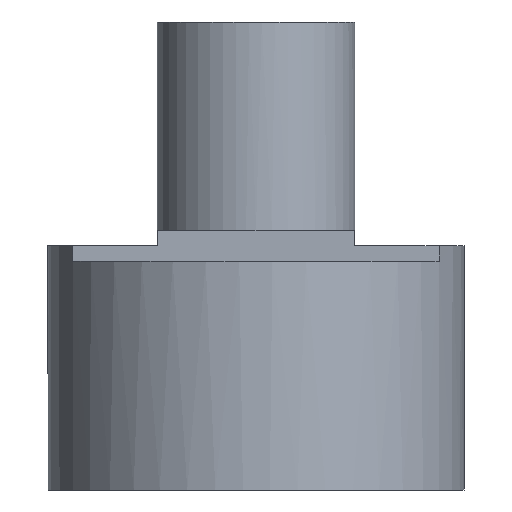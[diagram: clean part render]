
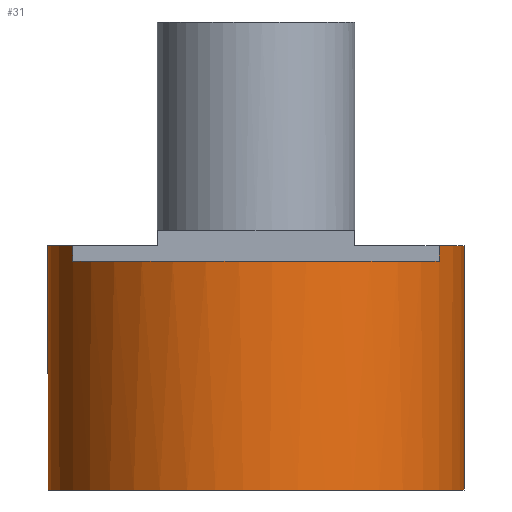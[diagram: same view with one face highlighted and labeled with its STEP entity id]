
A CAD part, front view. The second image highlights one B-rep face of the part: STEP entity #31.
In plain terms, the highlighted cylindrical face has radius 4 mm (diameter 8 mm), a partial arc.
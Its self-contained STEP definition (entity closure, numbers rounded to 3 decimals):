
#31=ADVANCED_FACE('',(#49),#279,.T.);
#49=FACE_OUTER_BOUND('',#67,.T.);
#67=EDGE_LOOP('',(#144,#145,#146,#147,#148,#149,#150,#151));
#144=ORIENTED_EDGE('',*,*,#192,.T.);
#145=ORIENTED_EDGE('',*,*,#156,.T.);
#146=ORIENTED_EDGE('',*,*,#166,.T.);
#147=ORIENTED_EDGE('',*,*,#170,.T.);
#148=ORIENTED_EDGE('',*,*,#187,.T.);
#149=ORIENTED_EDGE('',*,*,#169,.T.);
#150=ORIENTED_EDGE('',*,*,#188,.T.);
#151=ORIENTED_EDGE('',*,*,#191,.F.);
#156=EDGE_CURVE('',#238,#248,#222,.T.);
#166=EDGE_CURVE('',#248,#249,#224,.T.);
#169=EDGE_CURVE('',#246,#250,#204,.T.);
#170=EDGE_CURVE('',#249,#245,#205,.T.);
#187=EDGE_CURVE('',#245,#246,#229,.T.);
#188=EDGE_CURVE('',#250,#261,#230,.T.);
#191=EDGE_CURVE('',#260,#261,#233,.T.);
#192=EDGE_CURVE('',#260,#238,#234,.T.);
#204=B_SPLINE_CURVE_WITH_KNOTS('',1,(#497,#498),.UNSPECIFIED.,.F.,.F.,(2,
2),(-0.6,-0.3),.UNSPECIFIED.);
#205=B_SPLINE_CURVE_WITH_KNOTS('',1,(#499,#500),.UNSPECIFIED.,.F.,.F.,(2,
2),(0.3,0.6),.UNSPECIFIED.);
#222=(
BOUNDED_CURVE()
B_SPLINE_CURVE(1,(#469,#470),.UNSPECIFIED.,.F.,.F.)
B_SPLINE_CURVE_WITH_KNOTS((2,2),(0.,4.7),.UNSPECIFIED.)
CURVE()
GEOMETRIC_REPRESENTATION_ITEM()
RATIONAL_B_SPLINE_CURVE((1.,1.))
REPRESENTATION_ITEM('')
);
#224=(
BOUNDED_CURVE()
B_SPLINE_CURVE(2,(#490,#491,#492),.UNSPECIFIED.,.F.,.F.)
B_SPLINE_CURVE_WITH_KNOTS((3,3),(-25.133,-23.1),
 .UNSPECIFIED.)
CURVE()
GEOMETRIC_REPRESENTATION_ITEM()
RATIONAL_B_SPLINE_CURVE((1.,0.97,1.))
REPRESENTATION_ITEM('')
);
#229=(
BOUNDED_CURVE()
B_SPLINE_CURVE(2,(#539,#540,#541,#542,#543),.UNSPECIFIED.,.F.,.F.)
B_SPLINE_CURVE_WITH_KNOTS((3,2,3),(-23.1,-18.85,
-14.599),.UNSPECIFIED.)
CURVE()
GEOMETRIC_REPRESENTATION_ITEM()
RATIONAL_B_SPLINE_CURVE((1.,0.859,1.,0.859,1.))
REPRESENTATION_ITEM('')
);
#230=(
BOUNDED_CURVE()
B_SPLINE_CURVE(2,(#544,#545,#546,#547,#548),.UNSPECIFIED.,.F.,.F.)
B_SPLINE_CURVE_WITH_KNOTS((3,2,3),(-14.599,-12.566,
-12.566),.UNSPECIFIED.)
CURVE()
GEOMETRIC_REPRESENTATION_ITEM()
RATIONAL_B_SPLINE_CURVE((1.,0.97,1.,1.,1.))
REPRESENTATION_ITEM('')
);
#233=(
BOUNDED_CURVE()
B_SPLINE_CURVE(1,(#556,#557),.UNSPECIFIED.,.F.,.F.)
B_SPLINE_CURVE_WITH_KNOTS((2,2),(0.,4.7),.UNSPECIFIED.)
CURVE()
GEOMETRIC_REPRESENTATION_ITEM()
RATIONAL_B_SPLINE_CURVE((1.,1.))
REPRESENTATION_ITEM('')
);
#234=(
BOUNDED_CURVE()
B_SPLINE_CURVE(2,(#558,#559,#560,#561,#562),.UNSPECIFIED.,.F.,.F.)
B_SPLINE_CURVE_WITH_KNOTS((3,2,3),(12.566,18.85,25.133),
 .UNSPECIFIED.)
CURVE()
GEOMETRIC_REPRESENTATION_ITEM()
RATIONAL_B_SPLINE_CURVE((1.,0.707,1.,0.707,1.))
REPRESENTATION_ITEM('')
);
#238=VERTEX_POINT('',#430);
#245=VERTEX_POINT('',#437);
#246=VERTEX_POINT('',#438);
#248=VERTEX_POINT('',#440);
#249=VERTEX_POINT('',#441);
#250=VERTEX_POINT('',#442);
#260=VERTEX_POINT('',#452);
#261=VERTEX_POINT('',#453);
#279=CYLINDRICAL_SURFACE('',#385,4.);
#385=AXIS2_PLACEMENT_3D('',#427,#406,$);
#406=DIRECTION('',(0.,0.,1.));
#427=CARTESIAN_POINT('',(-67.543,0.,2.5));
#430=CARTESIAN_POINT('',(-63.543,0.,0.));
#437=CARTESIAN_POINT('',(-64.023,-1.9,4.4));
#438=CARTESIAN_POINT('',(-71.063,-1.9,4.4));
#440=CARTESIAN_POINT('',(-63.543,0.,4.7));
#441=CARTESIAN_POINT('',(-64.023,-1.9,4.7));
#442=CARTESIAN_POINT('',(-71.063,-1.9,4.7));
#452=CARTESIAN_POINT('',(-71.543,0.,0.));
#453=CARTESIAN_POINT('',(-71.543,0.,4.7));
#469=CARTESIAN_POINT('',(-63.543,0.,0.));
#470=CARTESIAN_POINT('',(-63.543,0.,4.7));
#490=CARTESIAN_POINT('',(-63.543,0.,4.7));
#491=CARTESIAN_POINT('',(-63.543,-1.011,4.7));
#492=CARTESIAN_POINT('',(-64.023,-1.9,4.7));
#497=CARTESIAN_POINT('',(-71.063,-1.9,4.4));
#498=CARTESIAN_POINT('',(-71.063,-1.9,4.7));
#499=CARTESIAN_POINT('',(-64.023,-1.9,4.7));
#500=CARTESIAN_POINT('',(-64.023,-1.9,4.4));
#539=CARTESIAN_POINT('',(-64.023,-1.9,4.4));
#540=CARTESIAN_POINT('',(-65.157,-4.,4.4));
#541=CARTESIAN_POINT('',(-67.543,-4.,4.4));
#542=CARTESIAN_POINT('',(-69.93,-4.,4.4));
#543=CARTESIAN_POINT('',(-71.063,-1.9,4.4));
#544=CARTESIAN_POINT('',(-71.063,-1.9,4.7));
#545=CARTESIAN_POINT('',(-71.543,-1.011,4.7));
#546=CARTESIAN_POINT('',(-71.543,0.,4.7));
#547=CARTESIAN_POINT('',(-71.543,0.,4.7));
#548=CARTESIAN_POINT('',(-71.543,0.,4.7));
#556=CARTESIAN_POINT('',(-71.543,0.,0.));
#557=CARTESIAN_POINT('',(-71.543,0.,4.7));
#558=CARTESIAN_POINT('',(-71.543,0.,0.));
#559=CARTESIAN_POINT('',(-71.543,-4.,0.));
#560=CARTESIAN_POINT('',(-67.543,-4.,0.));
#561=CARTESIAN_POINT('',(-63.543,-4.,0.));
#562=CARTESIAN_POINT('',(-63.543,0.,0.));
